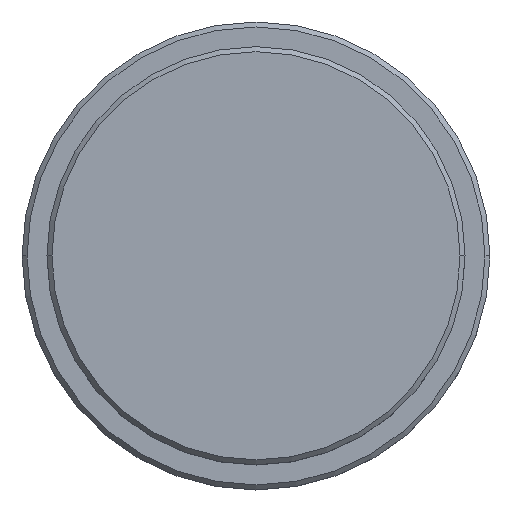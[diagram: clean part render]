
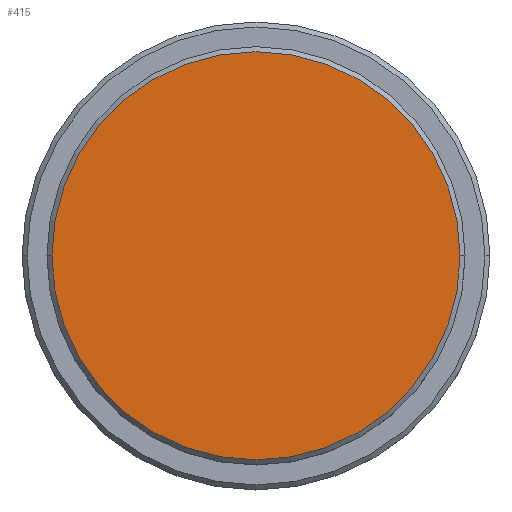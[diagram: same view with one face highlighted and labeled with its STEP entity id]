
A CAD part, top view. The second image highlights one B-rep face of the part: STEP entity #415.
In plain terms, the highlighted planar face has unit normal (0, 0, 1).
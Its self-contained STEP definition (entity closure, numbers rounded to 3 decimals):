
#95 = DIRECTION ( 'NONE',  ( 1., 0., 0. ) ) ;
#154 = CARTESIAN_POINT ( 'NONE',  ( 20.5, 0., 0. ) ) ;
#230 = CIRCLE ( 'NONE', #1307, 20.5 ) ;
#290 = DIRECTION ( 'NONE',  ( 0., 0., 1. ) ) ;
#340 = DIRECTION ( 'NONE',  ( 0., 0., 1. ) ) ;
#349 = EDGE_CURVE ( 'NONE', #1156, #1181, #230, .T. ) ;
#415 = ADVANCED_FACE ( 'NONE', ( #1312 ), #438, .T. ) ;
#423 = CIRCLE ( 'NONE', #878, 20.5 ) ;
#438 = PLANE ( 'NONE',  #660 ) ;
#481 = CARTESIAN_POINT ( 'NONE',  ( -20.5, 0., 0. ) ) ;
#563 = DIRECTION ( 'NONE',  ( 1., 0., 0. ) ) ;
#625 = ORIENTED_EDGE ( 'NONE', *, *, #1185, .T. ) ;
#660 = AXIS2_PLACEMENT_3D ( 'NONE', #871, #340, #563 ) ;
#722 = DIRECTION ( 'NONE',  ( 1., 0., 0. ) ) ;
#745 = DIRECTION ( 'NONE',  ( 0., 0., 1. ) ) ;
#871 = CARTESIAN_POINT ( 'NONE',  ( 0., 0., 0. ) ) ;
#878 = AXIS2_PLACEMENT_3D ( 'NONE', #917, #290, #722 ) ;
#917 = CARTESIAN_POINT ( 'NONE',  ( 0., 0., 0. ) ) ;
#1096 = ORIENTED_EDGE ( 'NONE', *, *, #349, .T. ) ;
#1156 = VERTEX_POINT ( 'NONE', #154 ) ;
#1181 = VERTEX_POINT ( 'NONE', #481 ) ;
#1185 = EDGE_CURVE ( 'NONE', #1181, #1156, #423, .T. ) ;
#1264 = EDGE_LOOP ( 'NONE', ( #625, #1096 ) ) ;
#1291 = CARTESIAN_POINT ( 'NONE',  ( 0., 0., 0. ) ) ;
#1307 = AXIS2_PLACEMENT_3D ( 'NONE', #1291, #745, #95 ) ;
#1312 = FACE_OUTER_BOUND ( 'NONE', #1264, .T. ) ;
